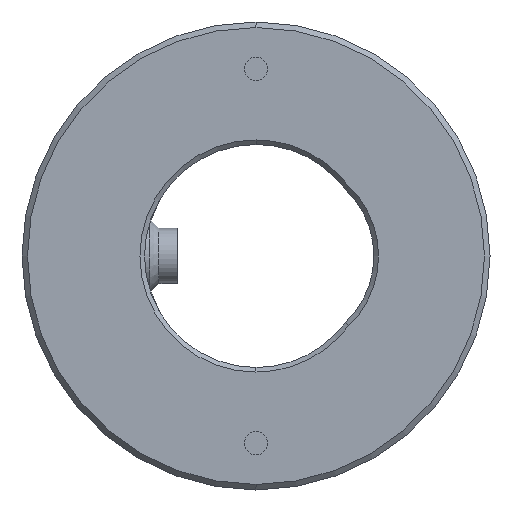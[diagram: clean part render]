
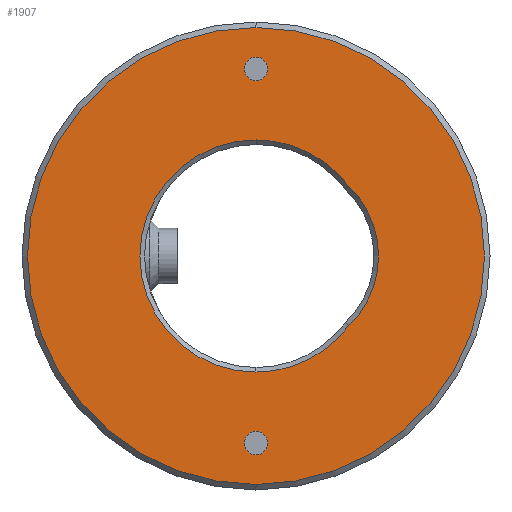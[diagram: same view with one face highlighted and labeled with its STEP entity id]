
A CAD part, left-side view. The second image highlights one B-rep face of the part: STEP entity #1907.
In plain terms, the highlighted planar face has unit normal (-1, 0, 0).
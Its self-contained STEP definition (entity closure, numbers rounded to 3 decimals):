
#26 = CARTESIAN_POINT ( 'NONE',  ( 0., 0., 10.15 ) ) ;
#52 = VERTEX_POINT ( 'NONE', #4995 ) ;
#94 = VERTEX_POINT ( 'NONE', #4269 ) ;
#139 = EDGE_CURVE ( 'NONE', #52, #3106, #707, .T. ) ;
#167 = DIRECTION ( 'NONE',  ( 0., 0., -1. ) ) ;
#216 = AXIS2_PLACEMENT_3D ( 'NONE', #2060, #3214, #167 ) ;
#239 = PLANE ( 'NONE',  #3954 ) ;
#307 = CARTESIAN_POINT ( 'NONE',  ( 0., 0., 6.3 ) ) ;
#358 = CIRCLE ( 'NONE', #3607, 6.3 ) ;
#359 = ORIENTED_EDGE ( 'NONE', *, *, #4502, .T. ) ;
#442 = DIRECTION ( 'NONE',  ( 0., 0., -1. ) ) ;
#544 = EDGE_CURVE ( 'NONE', #2243, #1628, #2247, .T. ) ;
#611 = DIRECTION ( 'NONE',  ( 1., 0., 0. ) ) ;
#619 = FACE_OUTER_BOUND ( 'NONE', #4988, .T. ) ;
#707 = CIRCLE ( 'NONE', #954, 0.635 ) ;
#796 = CIRCLE ( 'NONE', #4300, 0.635 ) ;
#906 = EDGE_CURVE ( 'NONE', #1550, #94, #2092, .T. ) ;
#954 = AXIS2_PLACEMENT_3D ( 'NONE', #26, #3536, #1210 ) ;
#982 = CARTESIAN_POINT ( 'NONE',  ( 0., 0., -10.785 ) ) ;
#996 = DIRECTION ( 'NONE',  ( -1., 0., 0. ) ) ;
#1002 = EDGE_CURVE ( 'NONE', #3106, #52, #1212, .T. ) ;
#1007 = FACE_BOUND ( 'NONE', #1417, .T. ) ;
#1210 = DIRECTION ( 'NONE',  ( 0., 0., -1. ) ) ;
#1212 = CIRCLE ( 'NONE', #3968, 0.635 ) ;
#1351 = ORIENTED_EDGE ( 'NONE', *, *, #4020, .T. ) ;
#1375 = CARTESIAN_POINT ( 'NONE',  ( 0., 0., 0. ) ) ;
#1388 = DIRECTION ( 'NONE',  ( 0., 0., -1. ) ) ;
#1417 = EDGE_LOOP ( 'NONE', ( #2236, #3127 ) ) ;
#1495 = CARTESIAN_POINT ( 'NONE',  ( 0., -1.4, 0. ) ) ;
#1514 = AXIS2_PLACEMENT_3D ( 'NONE', #4159, #996, #2187 ) ;
#1515 = VERTEX_POINT ( 'NONE', #982 ) ;
#1550 = VERTEX_POINT ( 'NONE', #2101 ) ;
#1628 = VERTEX_POINT ( 'NONE', #2508 ) ;
#1786 = VERTEX_POINT ( 'NONE', #2564 ) ;
#1797 = CARTESIAN_POINT ( 'NONE',  ( 0., 0., 0. ) ) ;
#1813 = ORIENTED_EDGE ( 'NONE', *, *, #2773, .T. ) ;
#1907 = ADVANCED_FACE ( 'NONE', ( #1007, #4170, #4609, #619 ), #239, .F. ) ;
#1921 = ORIENTED_EDGE ( 'NONE', *, *, #4705, .T. ) ;
#2060 = CARTESIAN_POINT ( 'NONE',  ( 0., 0., 0. ) ) ;
#2092 = CIRCLE ( 'NONE', #2499, 12.4 ) ;
#2101 = CARTESIAN_POINT ( 'NONE',  ( 0., 0., -12.4 ) ) ;
#2187 = DIRECTION ( 'NONE',  ( 0., 0., 1. ) ) ;
#2236 = ORIENTED_EDGE ( 'NONE', *, *, #139, .F. ) ;
#2243 = VERTEX_POINT ( 'NONE', #307 ) ;
#2247 = CIRCLE ( 'NONE', #216, 6.3 ) ;
#2301 = AXIS2_PLACEMENT_3D ( 'NONE', #2556, #4215, #3401 ) ;
#2405 = CARTESIAN_POINT ( 'NONE',  ( 0., 0., 0. ) ) ;
#2499 = AXIS2_PLACEMENT_3D ( 'NONE', #1375, #4016, #4821 ) ;
#2508 = CARTESIAN_POINT ( 'NONE',  ( 0., -5.031, 3.792 ) ) ;
#2511 = DIRECTION ( 'NONE',  ( 1., 0., 0. ) ) ;
#2553 = DIRECTION ( 'NONE',  ( 0., 0., 1. ) ) ;
#2556 = CARTESIAN_POINT ( 'NONE',  ( 0., 0., 0. ) ) ;
#2564 = CARTESIAN_POINT ( 'NONE',  ( 0., 0., -6.3 ) ) ;
#2773 = EDGE_CURVE ( 'NONE', #3190, #1786, #3840, .T. ) ;
#2795 = DIRECTION ( 'NONE',  ( 1., 0., 0. ) ) ;
#2901 = DIRECTION ( 'NONE',  ( 0., 0., -1. ) ) ;
#2947 = AXIS2_PLACEMENT_3D ( 'NONE', #3677, #2511, #3330 ) ;
#2957 = CIRCLE ( 'NONE', #3602, 5.25 ) ;
#2977 = DIRECTION ( 'NONE',  ( 0., 0., -1. ) ) ;
#3040 = CARTESIAN_POINT ( 'NONE',  ( 0., -5.031, -3.792 ) ) ;
#3106 = VERTEX_POINT ( 'NONE', #3792 ) ;
#3127 = ORIENTED_EDGE ( 'NONE', *, *, #1002, .F. ) ;
#3190 = VERTEX_POINT ( 'NONE', #3040 ) ;
#3214 = DIRECTION ( 'NONE',  ( 1., 0., 0. ) ) ;
#3319 = ORIENTED_EDGE ( 'NONE', *, *, #4873, .F. ) ;
#3330 = DIRECTION ( 'NONE',  ( 0., 0., -1. ) ) ;
#3401 = DIRECTION ( 'NONE',  ( 0., 0., -1. ) ) ;
#3419 = DIRECTION ( 'NONE',  ( -1., 0., 0. ) ) ;
#3536 = DIRECTION ( 'NONE',  ( -1., 0., 0. ) ) ;
#3602 = AXIS2_PLACEMENT_3D ( 'NONE', #1495, #611, #1388 ) ;
#3607 = AXIS2_PLACEMENT_3D ( 'NONE', #2405, #2795, #442 ) ;
#3648 = ORIENTED_EDGE ( 'NONE', *, *, #5025, .F. ) ;
#3677 = CARTESIAN_POINT ( 'NONE',  ( 0., 0., 0. ) ) ;
#3792 = CARTESIAN_POINT ( 'NONE',  ( 0., 0., 9.515 ) ) ;
#3840 = CIRCLE ( 'NONE', #2947, 6.3 ) ;
#3870 = CIRCLE ( 'NONE', #1514, 0.635 ) ;
#3954 = AXIS2_PLACEMENT_3D ( 'NONE', #1797, #4920, #2977 ) ;
#3968 = AXIS2_PLACEMENT_3D ( 'NONE', #4476, #4799, #2901 ) ;
#4016 = DIRECTION ( 'NONE',  ( -1., 0., 0. ) ) ;
#4020 = EDGE_CURVE ( 'NONE', #1786, #2243, #358, .T. ) ;
#4082 = ORIENTED_EDGE ( 'NONE', *, *, #906, .T. ) ;
#4159 = CARTESIAN_POINT ( 'NONE',  ( 0., 0., -10.15 ) ) ;
#4170 = FACE_BOUND ( 'NONE', #4848, .T. ) ;
#4215 = DIRECTION ( 'NONE',  ( -1., 0., 0. ) ) ;
#4269 = CARTESIAN_POINT ( 'NONE',  ( 0., 0., 12.4 ) ) ;
#4300 = AXIS2_PLACEMENT_3D ( 'NONE', #4517, #3419, #2553 ) ;
#4435 = EDGE_LOOP ( 'NONE', ( #1813, #1351, #4523, #1921 ) ) ;
#4476 = CARTESIAN_POINT ( 'NONE',  ( 0., 0., 10.15 ) ) ;
#4489 = CARTESIAN_POINT ( 'NONE',  ( 0., 0., -9.515 ) ) ;
#4501 = CIRCLE ( 'NONE', #2301, 12.4 ) ;
#4502 = EDGE_CURVE ( 'NONE', #94, #1550, #4501, .T. ) ;
#4517 = CARTESIAN_POINT ( 'NONE',  ( 0., 0., -10.15 ) ) ;
#4523 = ORIENTED_EDGE ( 'NONE', *, *, #544, .T. ) ;
#4609 = FACE_BOUND ( 'NONE', #4435, .T. ) ;
#4705 = EDGE_CURVE ( 'NONE', #1628, #3190, #2957, .T. ) ;
#4799 = DIRECTION ( 'NONE',  ( -1., 0., 0. ) ) ;
#4821 = DIRECTION ( 'NONE',  ( 0., 0., -1. ) ) ;
#4848 = EDGE_LOOP ( 'NONE', ( #3648, #3319 ) ) ;
#4873 = EDGE_CURVE ( 'NONE', #1515, #4940, #796, .T. ) ;
#4920 = DIRECTION ( 'NONE',  ( 1., 0., 0. ) ) ;
#4940 = VERTEX_POINT ( 'NONE', #4489 ) ;
#4988 = EDGE_LOOP ( 'NONE', ( #4082, #359 ) ) ;
#4995 = CARTESIAN_POINT ( 'NONE',  ( 0., 0., 10.785 ) ) ;
#5025 = EDGE_CURVE ( 'NONE', #4940, #1515, #3870, .T. ) ;
